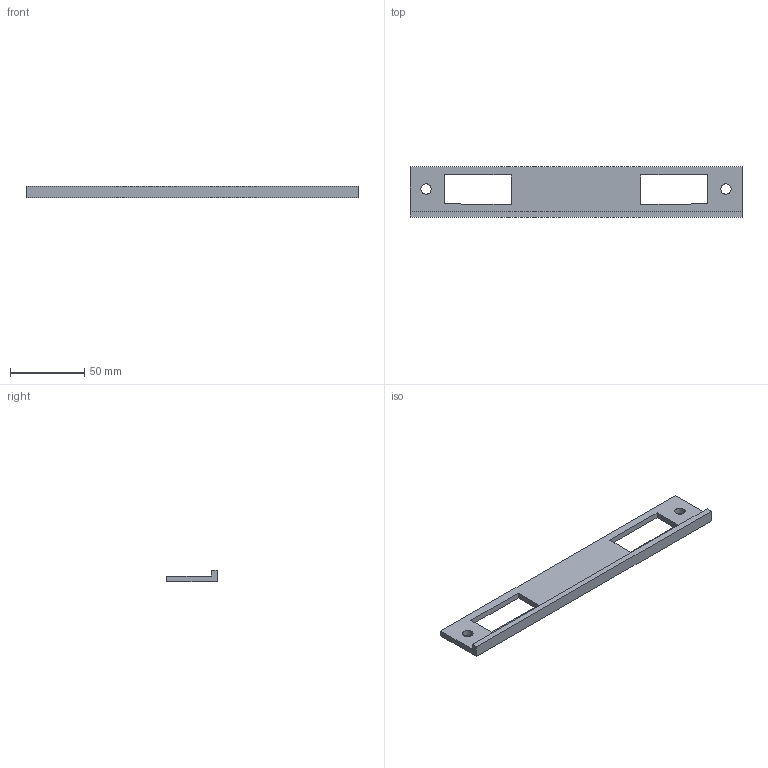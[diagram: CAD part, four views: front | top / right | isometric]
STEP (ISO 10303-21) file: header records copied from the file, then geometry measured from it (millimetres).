
FILE_DESCRIPTION(('HOOPS Exchange Step'),'2;1');
FILE_NAME('temp_export','2024-06-20T06:33:57+02:00',('Hacked'),('Shapr3D Limited'),'HOOPS Exchange 2024.2','Shapr3D','Authorized');
FILE_SCHEMA( ('AUTOMOTIVE_DESIGN { 1 0 10303 214 1 1 1 1 }') );
Length unit declared in the file: millimetre
Products named in the file (3): temp_import.step; temp_import; root
Assembly tree (2 placements, depth 2):
  root
    temp_import.step
    temp_import
Bounding box: 223.4 x 34 x 8 mm (x, y, z)
Volume: 26167.1 mm3; surface area: 17145.2 mm2
Topology: 1 solids, 1 shells, 79 faces, 213 edges, 142 vertices
Faces by surface type: plane 48, bspline 29, cylinder 2
Full cylindrical faces by diameter (mm): 7 x2
Entity records: 3085 total; most frequent: CARTESIAN_POINT 1216, ORIENTED_EDGE 426, DIRECTION 265, EDGE_CURVE 213, VECTOR 151, LINE 151, VERTEX_POINT 142, EDGE_LOOP 93
